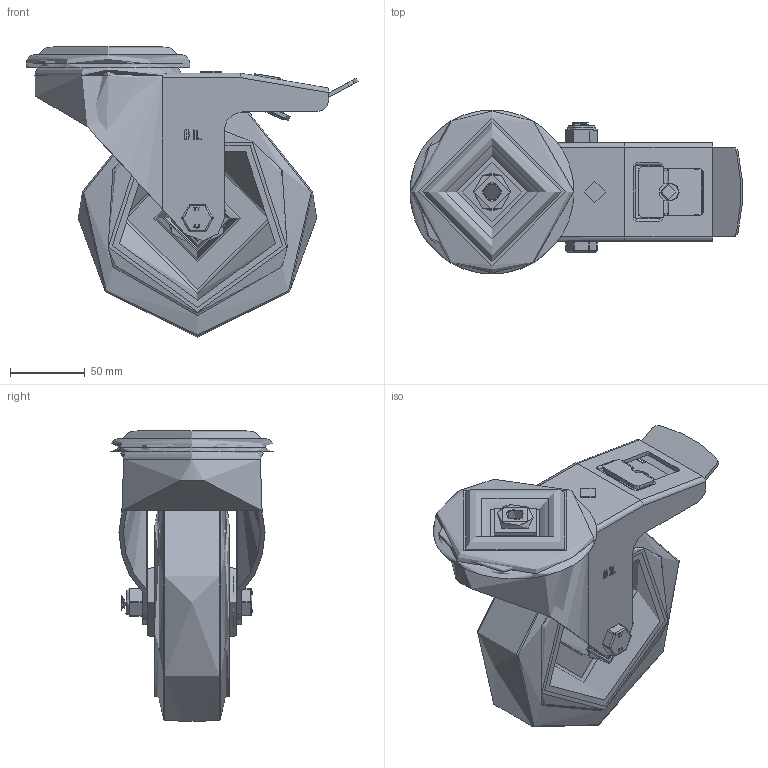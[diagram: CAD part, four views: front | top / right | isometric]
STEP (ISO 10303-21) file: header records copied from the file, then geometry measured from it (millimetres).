
FILE_DESCRIPTION(/* description */ (''),/* implementation_level */ '2;1');
FILE_NAME(/* name */ 'BZMM160SRNBBH12SWB.step',/* time_stamp */ '2024-10-21T09:35:30+01:00',/* author */ (''),/* organization */ (''),/* preprocessor_version */ 'ST-DEVELOPER v20',/* originating_system */ 'Autodesk Translation Framework v13.20.0.188',/* authorisation */ '');
FILE_SCHEMA (('AUTOMOTIVE_DESIGN { 1 0 10303 214 3 1 1 }'));
Length unit declared in the file: millimetre
Products named in the file (25): BZMM160SRNBBH12SWB; BZMM150ASBH12SWB v1; ZINC PLATED, PRESSED STEEL TOP PLATE; ZINC PLATED, PRESSED STEEL FORKS; ZINC PLATED, PRESSED STEEL BRAKE PEDAL; BRAKE PAD; BRAKE PAD Geometry; BRAKE BOLT; BOLT; NUT; BZH160WSRNRB v1; 65 SHORE A ELASTIC RUBBER TYRE; NYLON RIM; ROLLER BEARING; CAGE; Pattern; RIBS; TUBEM20X60 v1; ZINC PLATED STEEL TUBE; HEXBOLTM12X80Z8.8 v2; GRADE 8.8 ZINC PLATED BOLT; NYLOCM12Z v1; NYLOC NUT; NUT (1); RUBBER
Assembly tree (31 placements, depth 5):
  BZMM160SRNBBH12SWB
    BZMM150ASBH12SWB v1
      ZINC PLATED, PRESSED STEEL TOP PLATE
      ZINC PLATED, PRESSED STEEL FORKS
      ZINC PLATED, PRESSED STEEL BRAKE PEDAL
      BRAKE PAD
        BRAKE PAD Geometry
        BRAKE BOLT
        BOLT
        NUT
    BZH160WSRNRB v1
      65 SHORE A ELASTIC RUBBER TYRE
      NYLON RIM
      ROLLER BEARING
        CAGE
        Pattern
          RIBS  x8
    TUBEM20X60 v1
      ZINC PLATED STEEL TUBE
    HEXBOLTM12X80Z8.8 v2
      GRADE 8.8 ZINC PLATED BOLT
    NYLOCM12Z v1
      NYLOC NUT
        NUT (1)
        RUBBER
Bounding box: 222.68 x 110 x 194.9 mm (x, y, z)
Volume: 829430.5 mm3; surface area: 278420.8 mm2
Topology: 22 solids, 22 shells, 668 faces, 1700 edges, 1095 vertices
Faces by surface type: plane 338, cylinder 195, bspline 53, torus 46, cone 18, sphere 18
Full cylindrical faces by diameter (mm): 5 x8, 8 x2, 9.836 x18, 11.834 x18, 12 x3, 12.1 x2, 12.2 x1, 12.5 x1, 14 x3, 15 x1, 18 x1, 18.5 x1, 19.9 x1, 20 x1, 24.5 x1, 25 x2, 30 x2, 33.5 x1, 34 x1, 40 x3, 52.5 x1, 65.5 x1, 77 x1, 92 x1, 104 x1, 110 x1, 120 x2
Entity records: 27342 total; most frequent: CARTESIAN_POINT 10905, ORIENTED_EDGE 3356, DIRECTION 3226, EDGE_CURVE 1678, AXIS2_PLACEMENT_3D 1166, VERTEX_POINT 1081, LINE 894, VECTOR 894
